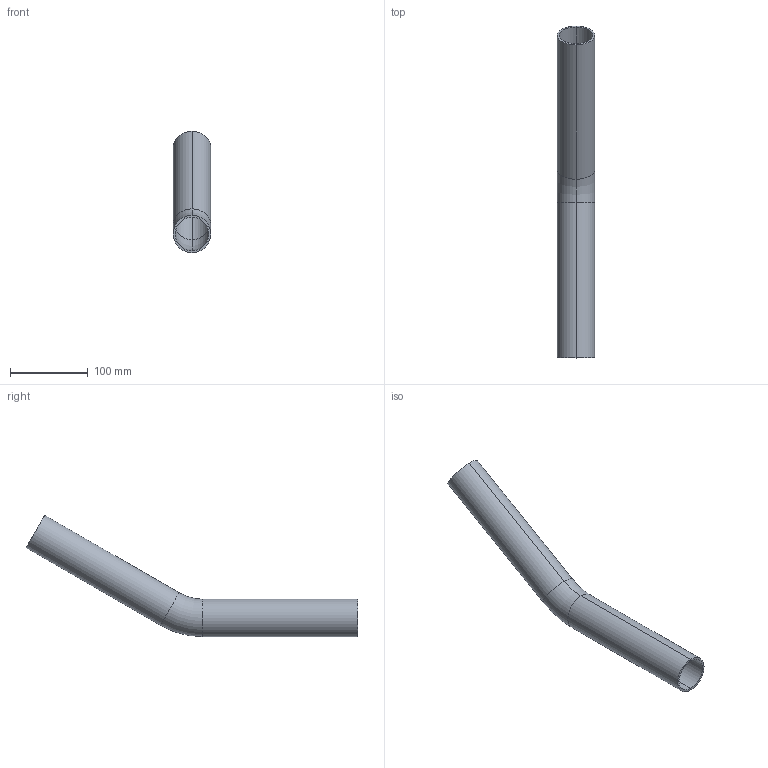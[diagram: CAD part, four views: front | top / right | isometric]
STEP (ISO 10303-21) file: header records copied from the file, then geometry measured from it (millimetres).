
FILE_DESCRIPTION (( 'STEP AP203' ), '1' );
FILE_NAME ('55150-030.STEP', '2016-12-06T10:19:28', ( '' ), ( '' ), 'SwSTEP 2.0', 'SolidWorks 2015', '' );
FILE_SCHEMA (( 'CONFIG_CONTROL_DESIGN' ));
Length unit declared in the file: millimetre
Products named in the file (1): 55150-030
Bounding box: 48.3 x 427.78 x 156.45 mm (x, y, z)
Volume: 159893.7 mm3; surface area: 128644.6 mm2
Topology: 1 solids, 1 shells, 235 faces, 622 edges, 412 vertices
Faces by surface type: bspline 113, plane 87, cylinder 31, torus 4
Entity records: 12163 total; most frequent: CARTESIAN_POINT 7443, ORIENTED_EDGE 1244, EDGE_CURVE 622, DIRECTION 492, VERTEX_POINT 412, B_SPLINE_CURVE_WITH_KNOTS 304, EDGE_LOOP 260, FACE_OUTER_BOUND 235
